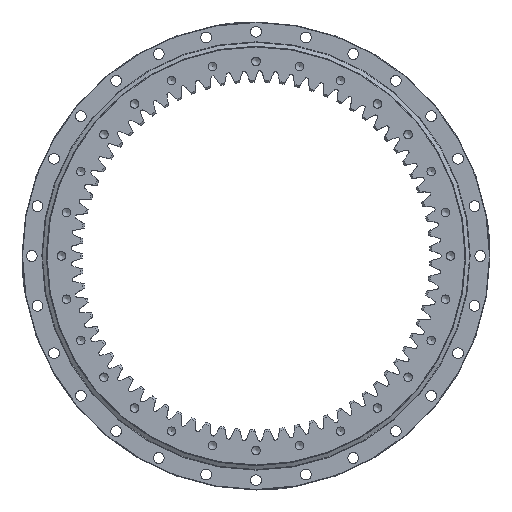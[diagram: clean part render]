
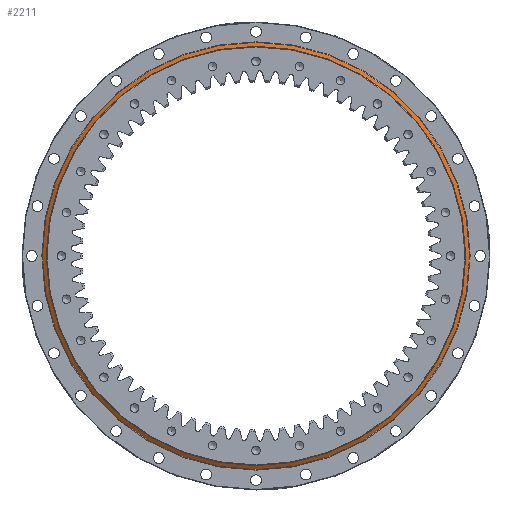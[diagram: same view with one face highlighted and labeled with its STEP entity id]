
A CAD part, top view. The second image highlights one B-rep face of the part: STEP entity #2211.
In plain terms, the highlighted conical face has half-angle 58.57 degrees and reference radius 428 mm.
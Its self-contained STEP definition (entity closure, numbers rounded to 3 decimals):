
#682 = VERTEX_POINT ( 'NONE', #15423 ) ;
#689 = FACE_BOUND ( 'NONE', #19542, .T. ) ;
#1364 = CARTESIAN_POINT ( 'NONE',  ( 421., -2.61, -435.544 ) ) ;
#2211 = ADVANCED_FACE ( 'NONE', ( #10143, #689 ), #27931, .T. ) ;
#3437 = ORIENTED_EDGE ( 'NONE', *, *, #11416, .T. ) ;
#6483 = VERTEX_POINT ( 'NONE', #1364 ) ;
#9161 = CIRCLE ( 'NONE', #27523, 435.544 ) ;
#9288 = CARTESIAN_POINT ( 'NONE',  ( 421., -2.61, 0. ) ) ;
#10143 = FACE_OUTER_BOUND ( 'NONE', #14927, .T. ) ;
#11416 = EDGE_CURVE ( 'NONE', #682, #682, #26990, .T. ) ;
#11947 = DIRECTION ( 'NONE',  ( 0., -1., 0. ) ) ;
#12034 = DIRECTION ( 'NONE',  ( 0., 0., -1. ) ) ;
#12825 = EDGE_CURVE ( 'NONE', #6483, #6483, #9161, .T. ) ;
#14927 = EDGE_LOOP ( 'NONE', ( #15664 ) ) ;
#15423 = CARTESIAN_POINT ( 'NONE',  ( 421., 2., -428. ) ) ;
#15554 = DIRECTION ( 'NONE',  ( 0., 0., -1. ) ) ;
#15664 = ORIENTED_EDGE ( 'NONE', *, *, #12825, .F. ) ;
#17788 = CARTESIAN_POINT ( 'NONE',  ( 421., 2., 0. ) ) ;
#19542 = EDGE_LOOP ( 'NONE', ( #3437 ) ) ;
#21151 = DIRECTION ( 'NONE',  ( 0., 0., -1. ) ) ;
#25708 = AXIS2_PLACEMENT_3D ( 'NONE', #17788, #29235, #15554 ) ;
#26017 = CARTESIAN_POINT ( 'NONE',  ( 421., 2., 0. ) ) ;
#26990 = CIRCLE ( 'NONE', #25708, 428. ) ;
#27523 = AXIS2_PLACEMENT_3D ( 'NONE', #9288, #27834, #21151 ) ;
#27834 = DIRECTION ( 'NONE',  ( 0., -1., 0. ) ) ;
#27931 = CONICAL_SURFACE ( 'NONE', #29799, 428., 1.022 ) ;
#29235 = DIRECTION ( 'NONE',  ( 0., -1., 0. ) ) ;
#29799 = AXIS2_PLACEMENT_3D ( 'NONE', #26017, #11947, #12034 ) ;
